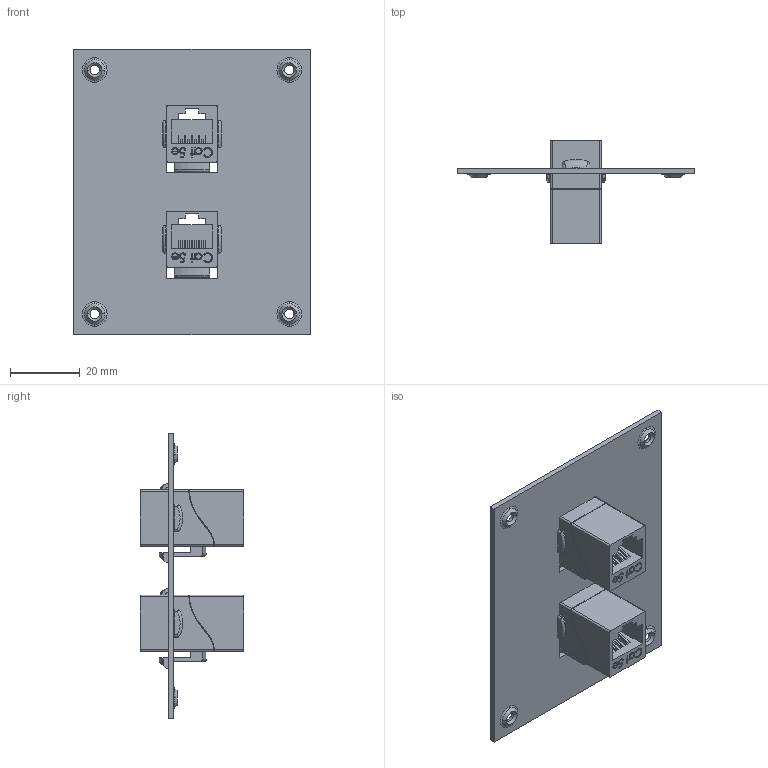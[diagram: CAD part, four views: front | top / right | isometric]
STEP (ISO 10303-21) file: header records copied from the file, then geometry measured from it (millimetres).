
FILE_DESCRIPTION (( 'STEP AP203' ), '1' );
FILE_NAME ('USP2MC5B.STEP', '2014-11-13T13:51:55', ( 'x' ), ( '' ), 'SwSTEP 2.0', 'SolidWorks 2014', '' );
FILE_SCHEMA (( 'CONFIG_CONTROL_DESIGN' ));
Length unit declared in the file: inch
Products named in the file (3): 1AR03-003; TDG1026KC5 DC_no label; USP2MC5B
Assembly tree (3 placements, depth 2):
  USP2MC5B
    1AR03-003
    TDG1026KC5 DC_no label  x2
Bounding box: 68.07 x 29.8 x 82.04 mm (x, y, z)
Volume: 18033.5 mm3; surface area: 18607.8 mm2
Topology: 3 solids, 3 shells, 646 faces, 1788 edges, 1184 vertices
Faces by surface type: plane 406, bspline 160, cylinder 32, cone 24, torus 24
Entity records: 15698 total; most frequent: CARTESIAN_POINT 6690, ORIENTED_EDGE 1960, DIRECTION 1495, EDGE_CURVE 980, LINE 661, VECTOR 661, VERTEX_POINT 648, EDGE_LOOP 418
